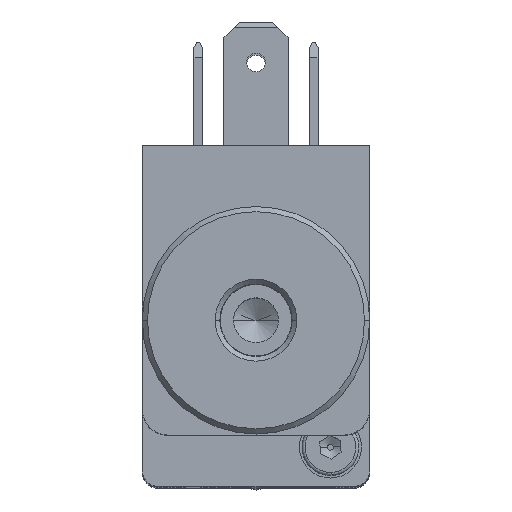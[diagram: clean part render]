
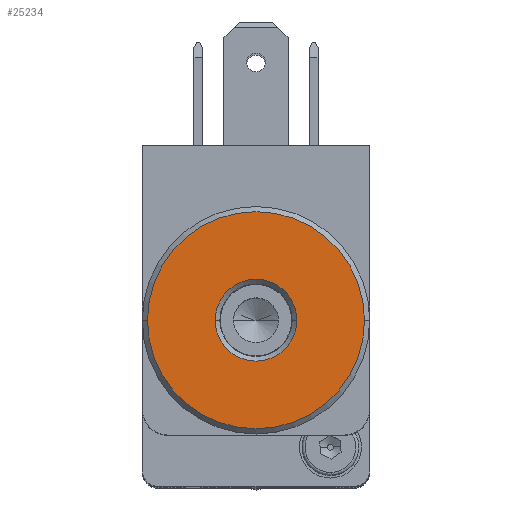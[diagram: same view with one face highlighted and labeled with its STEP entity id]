
A CAD part, top view. The second image highlights one B-rep face of the part: STEP entity #25234.
In plain terms, the highlighted face is planar.
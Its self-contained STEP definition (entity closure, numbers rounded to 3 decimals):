
#25004=CARTESIAN_POINT('',(-10.5,0.,-2.25));
#25005=VERTEX_POINT('',#25004);
#25012=CARTESIAN_POINT('',(10.5,0.0,-2.25));
#25013=VERTEX_POINT('',#25012);
#25014=CARTESIAN_POINT('',(0.0,0.0,-2.25));
#25015=DIRECTION('',(0.0,0.0,1.0));
#25016=DIRECTION('',(-1.0,0.0,0.0));
#25017=AXIS2_PLACEMENT_3D('',#25014,#25015,#25016);
#25018=CIRCLE('',#25017,10.5);
#25019=EDGE_CURVE('',#25005,#25013,#25018,.T.);
#25078=CARTESIAN_POINT('',(-3.956,0.,-2.25));
#25079=VERTEX_POINT('',#25078);
#25093=CARTESIAN_POINT('',(3.956,0.0,-2.25));
#25094=VERTEX_POINT('',#25093);
#25101=CARTESIAN_POINT('',(0.0,0.0,-2.25));
#25102=DIRECTION('',(0.0,0.0,-1.0));
#25103=DIRECTION('',(-1.0,0.0,0.0));
#25104=AXIS2_PLACEMENT_3D('',#25101,#25102,#25103);
#25105=CIRCLE('',#25104,3.956);
#25106=EDGE_CURVE('',#25094,#25079,#25105,.T.);
#25203=CARTESIAN_POINT('',(0.0,0.0,-2.25));
#25204=DIRECTION('',(0.0,0.0,-1.0));
#25205=DIRECTION('',(-1.0,0.0,0.0));
#25206=AXIS2_PLACEMENT_3D('',#25203,#25204,#25205);
#25207=CIRCLE('',#25206,3.956);
#25208=EDGE_CURVE('',#25079,#25094,#25207,.T.);
#25215=CARTESIAN_POINT('',(0.92,0.0,-2.25));
#25216=DIRECTION('',(0.0,0.0,1.0));
#25217=DIRECTION('',(1.0,0.0,0.0));
#25218=AXIS2_PLACEMENT_3D('',#25215,#25216,#25217);
#25219=PLANE('',#25218);
#25220=CARTESIAN_POINT('',(0.0,0.0,-2.25));
#25221=DIRECTION('',(0.0,0.0,1.0));
#25222=DIRECTION('',(-1.0,0.0,0.0));
#25223=AXIS2_PLACEMENT_3D('',#25220,#25221,#25222);
#25224=CIRCLE('',#25223,10.5);
#25225=EDGE_CURVE('',#25013,#25005,#25224,.T.);
#25226=ORIENTED_EDGE('',*,*,#25225,.F.);
#25227=ORIENTED_EDGE('',*,*,#25019,.F.);
#25228=EDGE_LOOP('',(#25226,#25227));
#25229=FACE_OUTER_BOUND('',#25228,.T.);
#25230=ORIENTED_EDGE('',*,*,#25106,.F.);
#25231=ORIENTED_EDGE('',*,*,#25208,.F.);
#25232=EDGE_LOOP('',(#25230,#25231));
#25233=FACE_BOUND('',#25232,.T.);
#25234=ADVANCED_FACE('',(#25229,#25233),#25219,.F.);
